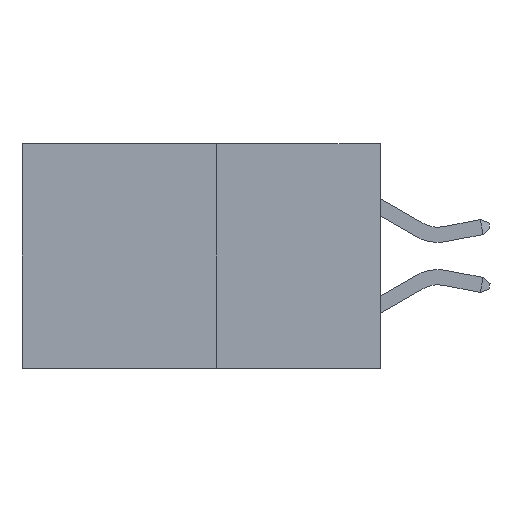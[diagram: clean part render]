
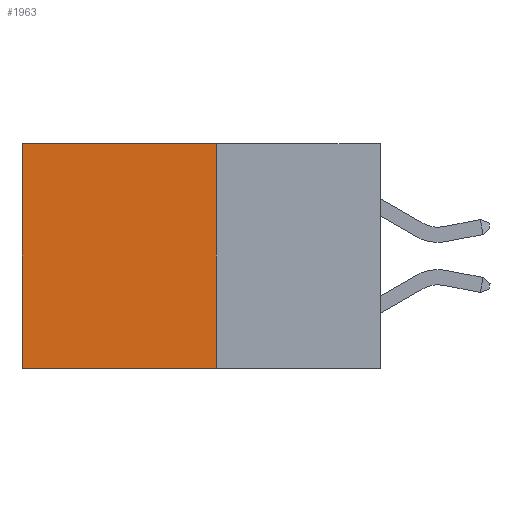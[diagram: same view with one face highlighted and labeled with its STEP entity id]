
A CAD part, left-side view. The second image highlights one B-rep face of the part: STEP entity #1963.
In plain terms, the highlighted planar face has unit normal (-1, 0, 0).
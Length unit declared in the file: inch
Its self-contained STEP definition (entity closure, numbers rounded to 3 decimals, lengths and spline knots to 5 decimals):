
#199 = VECTOR ( 'NONE', #12625, 39.37008 ) ;
#504 = CARTESIAN_POINT ( 'NONE',  ( 0.277, 0.27, 0. ) ) ;
#898 = VERTEX_POINT ( 'NONE', #15915 ) ;
#1136 = VERTEX_POINT ( 'NONE', #7181 ) ;
#1319 = VERTEX_POINT ( 'NONE', #2431 ) ;
#1963 = ADVANCED_FACE ( 'NONE', ( #2724 ), #12368, .F. ) ;
#2431 = CARTESIAN_POINT ( 'NONE',  ( 0.277, 0.59, -0.37 ) ) ;
#2724 = FACE_OUTER_BOUND ( 'NONE', #11652, .T. ) ;
#2734 = EDGE_CURVE ( 'NONE', #1136, #1319, #12683, .T. ) ;
#3700 = LINE ( 'NONE', #12854, #199 ) ;
#3853 = EDGE_CURVE ( 'NONE', #8059, #1319, #3700, .T. ) ;
#3952 = EDGE_CURVE ( 'NONE', #898, #1136, #15474, .T. ) ;
#4534 = DIRECTION ( 'NONE',  ( 0., 0., -1. ) ) ;
#4670 = CARTESIAN_POINT ( 'NONE',  ( 0.277, 0.59, 0. ) ) ;
#4673 = ORIENTED_EDGE ( 'NONE', *, *, #3853, .T. ) ;
#5040 = CARTESIAN_POINT ( 'NONE',  ( 0.277, 0.27, -0.37 ) ) ;
#5439 = ORIENTED_EDGE ( 'NONE', *, *, #3952, .F. ) ;
#5501 = DIRECTION ( 'NONE',  ( 1., 0., 0. ) ) ;
#7181 = CARTESIAN_POINT ( 'NONE',  ( 0.277, 0.27, -0.37 ) ) ;
#8059 = VERTEX_POINT ( 'NONE', #4670 ) ;
#8296 = ORIENTED_EDGE ( 'NONE', *, *, #2734, .F. ) ;
#8370 = DIRECTION ( 'NONE',  ( 0., 1., 0. ) ) ;
#8687 = VECTOR ( 'NONE', #10495, 39.37008 ) ;
#9084 = VECTOR ( 'NONE', #8370, 39.37008 ) ;
#9310 = DIRECTION ( 'NONE',  ( 0., 1., 0. ) ) ;
#10495 = DIRECTION ( 'NONE',  ( 0., 0., -1. ) ) ;
#10539 = CARTESIAN_POINT ( 'NONE',  ( 0.277, 0.27, -0.37 ) ) ;
#11652 = EDGE_LOOP ( 'NONE', ( #4673, #8296, #5439, #11949 ) ) ;
#11949 = ORIENTED_EDGE ( 'NONE', *, *, #15652, .T. ) ;
#12368 = PLANE ( 'NONE',  #14029 ) ;
#12446 = LINE ( 'NONE', #504, #15964 ) ;
#12625 = DIRECTION ( 'NONE',  ( 0., 0., -1. ) ) ;
#12683 = LINE ( 'NONE', #5040, #9084 ) ;
#12854 = CARTESIAN_POINT ( 'NONE',  ( 0.277, 0.59, -0.37 ) ) ;
#14029 = AXIS2_PLACEMENT_3D ( 'NONE', #15190, #5501, #4534 ) ;
#15190 = CARTESIAN_POINT ( 'NONE',  ( 0.277, 0.27, -0.37 ) ) ;
#15474 = LINE ( 'NONE', #10539, #8687 ) ;
#15652 = EDGE_CURVE ( 'NONE', #898, #8059, #12446, .T. ) ;
#15915 = CARTESIAN_POINT ( 'NONE',  ( 0.277, 0.27, 0. ) ) ;
#15964 = VECTOR ( 'NONE', #9310, 39.37008 ) ;
